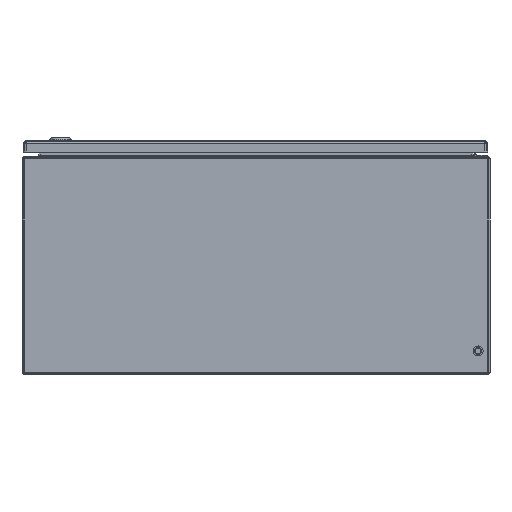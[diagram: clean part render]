
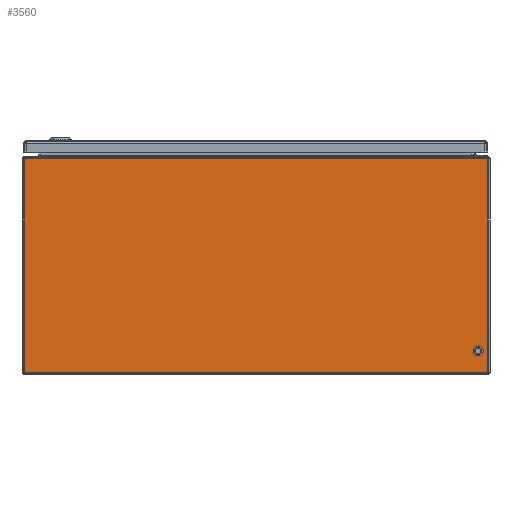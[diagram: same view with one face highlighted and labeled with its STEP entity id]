
A CAD part, front view. The second image highlights one B-rep face of the part: STEP entity #3560.
In plain terms, the highlighted planar face has unit normal (0, -1, 0).
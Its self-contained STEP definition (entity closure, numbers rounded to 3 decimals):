
#1925=FACE_BOUND('',#6049,.T.);
#1926=FACE_BOUND('',#6050,.T.);
#2651=PLANE('',#19629);
#3560=ADVANCED_FACE('F31',(#1925,#1926),#2651,.T.);
#6049=EDGE_LOOP('',(#12655,#12656,#12657,#12658));
#6050=EDGE_LOOP('',(#12659));
#7222=LINE('',#30045,#8455);
#7230=LINE('',#30098,#8463);
#7235=LINE('',#30113,#8468);
#7236=LINE('',#30115,#8469);
#8455=VECTOR('',#23914,1.);
#8463=VECTOR('',#23952,1.);
#8468=VECTOR('',#23971,1.);
#8469=VECTOR('',#23974,1.);
#12655=ORIENTED_EDGE('',*,*,#16900,.T.);
#12656=ORIENTED_EDGE('',*,*,#16901,.T.);
#12657=ORIENTED_EDGE('',*,*,#16874,.T.);
#12658=ORIENTED_EDGE('',*,*,#16892,.T.);
#12659=ORIENTED_EDGE('',*,*,#16857,.T.);
#14665=VERTEX_POINT('',#30001);
#14668=VERTEX_POINT('',#30008);
#14678=VERTEX_POINT('',#30046);
#14679=VERTEX_POINT('',#30047);
#14690=VERTEX_POINT('',#30099);
#16857=EDGE_CURVE('E81',#14665,#14665,#17976,.T.);
#16874=EDGE_CURVE('E79',#14678,#14679,#7222,.T.);
#16892=EDGE_CURVE('E80',#14679,#14690,#7230,.T.);
#16900=EDGE_CURVE('E77',#14690,#14668,#7235,.T.);
#16901=EDGE_CURVE('E78',#14668,#14678,#7236,.T.);
#17976=CIRCLE('',#19588,4.5);
#19588=AXIS2_PLACEMENT_3D('',#30003,#23874,#23875);
#19629=AXIS2_PLACEMENT_3D('',#30116,#23975,#23976);
#23874=DIRECTION('',(0.,1.,0.));
#23875=DIRECTION('',(0.,0.,1.));
#23914=DIRECTION('',(-1.,0.,0.));
#23952=DIRECTION('',(0.,0.,-1.));
#23971=DIRECTION('',(1.,0.,0.));
#23974=DIRECTION('',(0.,0.,1.));
#23975=DIRECTION('',(0.,-1.,0.));
#23976=DIRECTION('',(-1.,0.,0.));
#30001=CARTESIAN_POINT('',(-1258.396,1384.899,28.241));
#30003=CARTESIAN_POINT('',(-1262.896,1384.899,28.241));
#30008=CARTESIAN_POINT('',(-1250.396,1384.899,1.041));
#30045=CARTESIAN_POINT('',(-1547.596,1384.899,274.441));
#30046=CARTESIAN_POINT('',(-1250.396,1384.899,274.441));
#30047=CARTESIAN_POINT('',(-1844.796,1384.899,274.441));
#30098=CARTESIAN_POINT('',(-1844.796,1384.899,137.741));
#30099=CARTESIAN_POINT('',(-1844.796,1384.899,1.041));
#30113=CARTESIAN_POINT('',(-1547.596,1384.899,1.041));
#30115=CARTESIAN_POINT('',(-1250.396,1384.899,137.741));
#30116=CARTESIAN_POINT('',(-1847.596,1384.899,-1.759));
